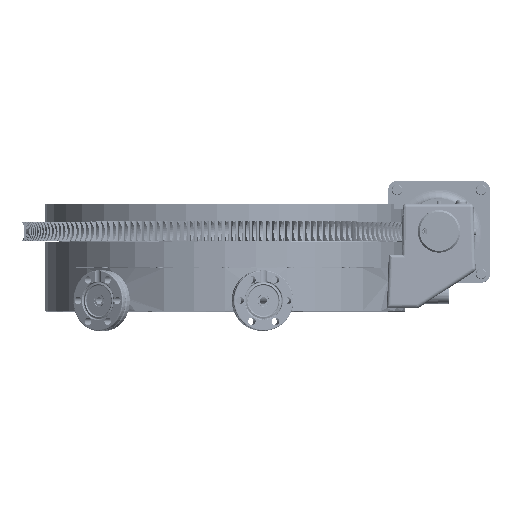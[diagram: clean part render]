
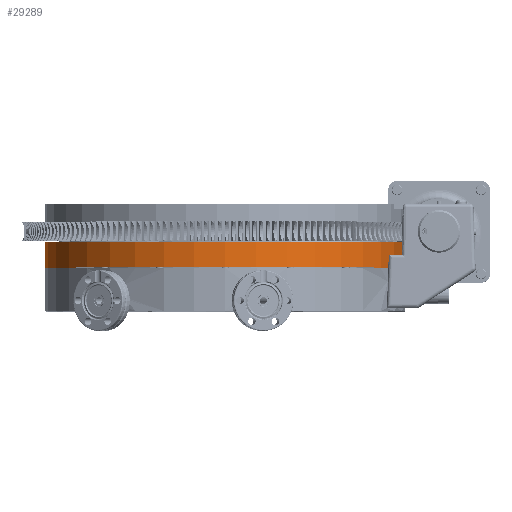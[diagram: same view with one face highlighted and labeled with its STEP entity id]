
A CAD part, top view. The second image highlights one B-rep face of the part: STEP entity #29289.
In plain terms, the highlighted cylindrical face has radius 101.25 mm (diameter 202.5 mm), a partial arc.
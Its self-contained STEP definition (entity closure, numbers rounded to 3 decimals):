
#9136=CARTESIAN_POINT('',(0.,5.051,0.));
#9137=DIRECTION('',(0.,1.,0.));
#9138=DIRECTION('',(-1.,0.,0.));
#9139=AXIS2_PLACEMENT_3D('',#9136,#9137,#9138);
#9316=DIRECTION('',(0.,1.,0.));
#9317=VECTOR('',#9316,14.37);
#9318=CARTESIAN_POINT('',(101.25,5.051,0.));
#9319=LINE('',#9318,#9317);
#9320=DIRECTION('',(0.,-1.,0.));
#9321=VECTOR('',#9320,14.37);
#9322=CARTESIAN_POINT('',(-101.25,19.421,0.));
#9323=LINE('',#9322,#9321);
#9329=CARTESIAN_POINT('',(0.,19.421,0.));
#9330=DIRECTION('',(0.,-1.,0.));
#9331=DIRECTION('',(1.,0.,0.));
#9332=AXIS2_PLACEMENT_3D('',#9329,#9330,#9331);
#17339=CARTESIAN_POINT('',(-101.25,5.051,0.));
#17340=CARTESIAN_POINT('',(101.25,5.051,0.));
#17341=VERTEX_POINT('',#17339);
#17342=VERTEX_POINT('',#17340);
#17407=CARTESIAN_POINT('',(101.25,19.421,0.));
#17408=VERTEX_POINT('',#17407);
#17409=CARTESIAN_POINT('',(-101.25,19.421,0.));
#17410=VERTEX_POINT('',#17409);
#29275=CARTESIAN_POINT('',(0.,19.708,0.));
#29276=DIRECTION('',(0.,-1.,0.));
#29277=DIRECTION('',(-1.,0.,0.));
#29278=AXIS2_PLACEMENT_3D('',#29275,#29276,#29277);
#29279=CYLINDRICAL_SURFACE('',#29278,101.25);
#29281=ORIENTED_EDGE('',*,*,#29280,.F.);
#29282=ORIENTED_EDGE('',*,*,#29168,.F.);
#29284=ORIENTED_EDGE('',*,*,#29283,.F.);
#29286=ORIENTED_EDGE('',*,*,#29285,.F.);
#29287=EDGE_LOOP('',(#29281,#29282,#29284,#29286));
#29288=FACE_OUTER_BOUND('',#29287,.F.);
#9140=CIRCLE('',#9139,101.25);
#9333=CIRCLE('',#9332,101.25);
#29168=EDGE_CURVE('',#17341,#17342,#9140,.T.);
#29280=EDGE_CURVE('',#17342,#17408,#9319,.T.);
#29283=EDGE_CURVE('',#17410,#17341,#9323,.T.);
#29285=EDGE_CURVE('',#17408,#17410,#9333,.T.);
#29289=ADVANCED_FACE('',(#29288),#29279,.T.);
